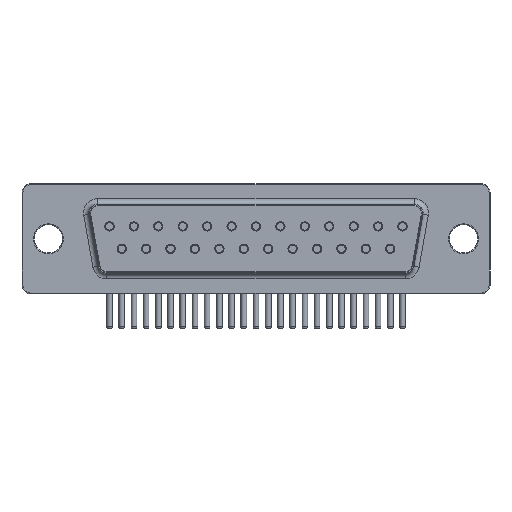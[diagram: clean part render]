
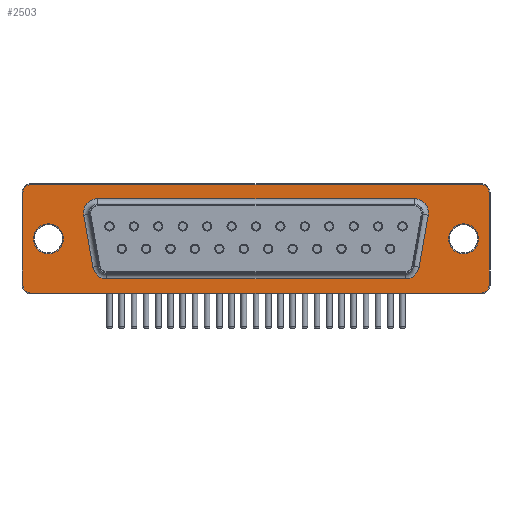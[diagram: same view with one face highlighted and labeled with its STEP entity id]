
A CAD part, front view. The second image highlights one B-rep face of the part: STEP entity #2503.
In plain terms, the highlighted planar face has unit normal (0, -1, 0).
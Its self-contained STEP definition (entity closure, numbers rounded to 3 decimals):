
#29=DIRECTION('',(0.,-1.,0.));
#36=VECTOR('',#37,1.);
#37=DIRECTION('',(1.,0.,0.));
#47=VECTOR('',#48,1.);
#48=DIRECTION('',(-1.,0.,0.));
#52=DIRECTION('',(0.,0.,-1.));
#74=DIRECTION('',(0.,1.,0.));
#138=DIRECTION('',(0.,0.,1.));
#151=DIRECTION('',(0.985,0.,-0.173));
#178=DIRECTION('',(-0.985,0.,-0.173));
#617=DIRECTION('',(-0.173,0.,0.985));
#1230=CARTESIAN_POINT('',(-34.579,-12.24,9.2));
#1262=VECTOR('',#617,1.);
#1282=CARTESIAN_POINT('',(1.339,-12.24,9.2));
#1299=CARTESIAN_POINT('',(-33.545,-12.24,3.3));
#1312=VECTOR('',#1313,1.);
#1313=DIRECTION('',(-0.173,0.,-0.985));
#1344=CARTESIAN_POINT('',(0.305,-12.24,3.3));
#1825=VERTEX_POINT('',#1826);
#1826=CARTESIAN_POINT('',(-36.155,-12.24,8.924));
#1830=ORIENTED_EDGE('',*,*,#1831,.T.);
#1831=EDGE_CURVE('',#1825,#1832,#1834,.T.);
#1832=VERTEX_POINT('',#1833);
#1833=CARTESIAN_POINT('',(-34.579,-12.24,10.8));
#1834=CIRCLE('',#1835,1.6);
#1835=AXIS2_PLACEMENT_3D('',#1230,#74,#178);
#1850=VERTEX_POINT('',#1851);
#1851=CARTESIAN_POINT('',(1.339,-12.24,10.8));
#1857=EDGE_CURVE('',#1832,#1850,#1858,.T.);
#1858=LINE('',#1833,#36);
#1866=VERTEX_POINT('',#1867);
#1867=CARTESIAN_POINT('',(-35.121,-12.24,3.024));
#1873=EDGE_CURVE('',#1866,#1825,#1874,.T.);
#1874=LINE('',#1867,#1262);
#1880=ORIENTED_EDGE('',*,*,#1881,.T.);
#1881=EDGE_CURVE('',#1850,#1882,#1884,.T.);
#1882=VERTEX_POINT('',#1883);
#1883=CARTESIAN_POINT('',(2.915,-12.24,8.924));
#1884=CIRCLE('',#1885,1.6);
#1885=AXIS2_PLACEMENT_3D('',#1282,#74,#138);
#1898=VERTEX_POINT('',#1899);
#1899=CARTESIAN_POINT('',(-33.545,-12.24,1.7));
#1904=ORIENTED_EDGE('',*,*,#1905,.T.);
#1905=EDGE_CURVE('',#1898,#1866,#1906,.T.);
#1906=CIRCLE('',#1907,1.6);
#1907=AXIS2_PLACEMENT_3D('',#1299,#74,#52);
#1916=VERTEX_POINT('',#1917);
#1917=CARTESIAN_POINT('',(1.881,-12.24,3.024));
#1922=EDGE_CURVE('',#1882,#1916,#1923,.T.);
#1923=LINE('',#1883,#1312);
#1931=VERTEX_POINT('',#1932);
#1932=CARTESIAN_POINT('',(0.305,-12.24,1.7));
#1940=EDGE_CURVE('',#1931,#1898,#1941,.T.);
#1941=LINE('',#1932,#47);
#1947=ORIENTED_EDGE('',*,*,#1948,.T.);
#1948=EDGE_CURVE('',#1916,#1931,#1949,.T.);
#1949=CIRCLE('',#1950,1.6);
#1950=AXIS2_PLACEMENT_3D('',#1344,#74,#151);
#2503=ADVANCED_FACE('',(#2504,#2510,#2562,#2571),#2580,.T.);
#2504=FACE_BOUND('',#2505,.T.);
#2505=EDGE_LOOP('',(#2506,#1947,#2507,#1904,#2508,#1830,#2509,#1880));
#2506=ORIENTED_EDGE('',*,*,#1922,.T.);
#2507=ORIENTED_EDGE('',*,*,#1940,.T.);
#2508=ORIENTED_EDGE('',*,*,#1873,.T.);
#2509=ORIENTED_EDGE('',*,*,#1857,.T.);
#2510=FACE_BOUND('',#2511,.T.);
#2511=EDGE_LOOP('',(#2512,#2519,#2526,#2532,#2539,#2544,#2551,#2557));
#2512=ORIENTED_EDGE('',*,*,#2513,.T.);
#2513=EDGE_CURVE('',#2514,#2516,#2518,.T.);
#2514=VERTEX_POINT('',#2515);
#2515=CARTESIAN_POINT('',(8.93,-12.24,12.4));
#2516=VERTEX_POINT('',#2517);
#2517=CARTESIAN_POINT('',(-42.17,-12.24,12.4));
#2518=LINE('',#2515,#47);
#2519=ORIENTED_EDGE('',*,*,#2520,.T.);
#2520=EDGE_CURVE('',#2516,#2521,#2523,.T.);
#2521=VERTEX_POINT('',#2522);
#2522=CARTESIAN_POINT('',(-43.07,-12.24,11.5));
#2523=CIRCLE('',#2524,0.9);
#2524=AXIS2_PLACEMENT_3D('',#2525,#29,#138);
#2525=CARTESIAN_POINT('',(-42.17,-12.24,11.5));
#2526=ORIENTED_EDGE('',*,*,#2527,.T.);
#2527=EDGE_CURVE('',#2521,#2528,#2530,.T.);
#2528=VERTEX_POINT('',#2529);
#2529=CARTESIAN_POINT('',(-43.07,-12.24,1.));
#2530=LINE('',#2522,#2531);
#2531=VECTOR('',#52,1.);
#2532=ORIENTED_EDGE('',*,*,#2533,.T.);
#2533=EDGE_CURVE('',#2528,#2534,#2536,.T.);
#2534=VERTEX_POINT('',#2535);
#2535=CARTESIAN_POINT('',(-42.17,-12.24,0.1));
#2536=CIRCLE('',#2537,0.9);
#2537=AXIS2_PLACEMENT_3D('',#2538,#29,#48);
#2538=CARTESIAN_POINT('',(-42.17,-12.24,1.));
#2539=ORIENTED_EDGE('',*,*,#2540,.T.);
#2540=EDGE_CURVE('',#2534,#2541,#2543,.T.);
#2541=VERTEX_POINT('',#2542);
#2542=CARTESIAN_POINT('',(8.93,-12.24,0.1));
#2543=LINE('',#2535,#36);
#2544=ORIENTED_EDGE('',*,*,#2545,.T.);
#2545=EDGE_CURVE('',#2541,#2546,#2548,.T.);
#2546=VERTEX_POINT('',#2547);
#2547=CARTESIAN_POINT('',(9.83,-12.24,1.));
#2548=CIRCLE('',#2549,0.9);
#2549=AXIS2_PLACEMENT_3D('',#2550,#29,#52);
#2550=CARTESIAN_POINT('',(8.93,-12.24,1.));
#2551=ORIENTED_EDGE('',*,*,#2552,.T.);
#2552=EDGE_CURVE('',#2546,#2553,#2555,.T.);
#2553=VERTEX_POINT('',#2554);
#2554=CARTESIAN_POINT('',(9.83,-12.24,11.5));
#2555=LINE('',#2547,#2556);
#2556=VECTOR('',#138,1.);
#2557=ORIENTED_EDGE('',*,*,#2558,.T.);
#2558=EDGE_CURVE('',#2553,#2514,#2559,.T.);
#2559=CIRCLE('',#2560,0.9);
#2560=AXIS2_PLACEMENT_3D('',#2561,#29,#37);
#2561=CARTESIAN_POINT('',(8.93,-12.24,11.5));
#2562=FACE_BOUND('',#2563,.T.);
#2563=EDGE_LOOP('',(#2564));
#2564=ORIENTED_EDGE('',*,*,#2565,.F.);
#2565=EDGE_CURVE('',#2566,#2566,#2568,.T.);
#2566=VERTEX_POINT('',#2567);
#2567=CARTESIAN_POINT('',(-38.47,-12.24,6.25));
#2568=CIRCLE('',#2569,1.7);
#2569=AXIS2_PLACEMENT_3D('',#2570,#29,#37);
#2570=CARTESIAN_POINT('',(-40.17,-12.24,6.25));
#2571=FACE_BOUND('',#2572,.T.);
#2572=EDGE_LOOP('',(#2573));
#2573=ORIENTED_EDGE('',*,*,#2574,.F.);
#2574=EDGE_CURVE('',#2575,#2575,#2577,.T.);
#2575=VERTEX_POINT('',#2576);
#2576=CARTESIAN_POINT('',(8.63,-12.24,6.25));
#2577=CIRCLE('',#2578,1.7);
#2578=AXIS2_PLACEMENT_3D('',#2579,#29,#37);
#2579=CARTESIAN_POINT('',(6.93,-12.24,6.25));
#2580=PLANE('',#2581);
#2581=AXIS2_PLACEMENT_3D('',#2582,#29,#37);
#2582=CARTESIAN_POINT('',(-16.62,-12.24,6.25));
